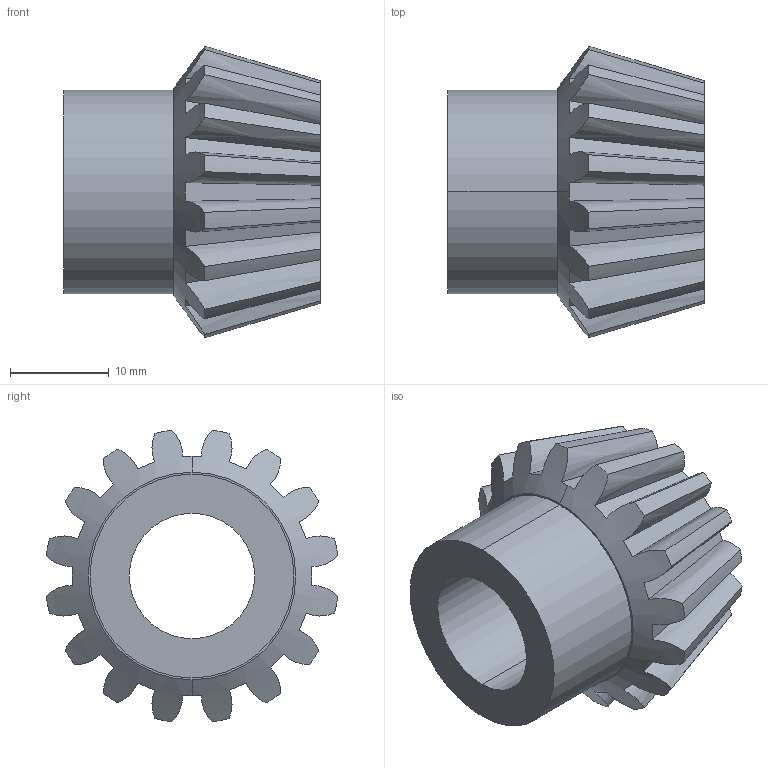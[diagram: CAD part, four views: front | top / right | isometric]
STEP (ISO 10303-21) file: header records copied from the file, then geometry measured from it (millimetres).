
FILE_DESCRIPTION (( 'STEP AP203' ), '1' );
FILE_NAME ('2515N18.STEP', '2018-11-02T20:05:31', ( '' ), ( '' ), 'SwSTEP 2.0', 'SolidWorks 2014', '' );
FILE_SCHEMA (( 'CONFIG_CONTROL_DESIGN' ));
Length unit declared in the file: inch
Products named in the file (1): 2515N18
Bounding box: 25.95 x 29.52 x 29.52 mm (x, y, z)
Volume: 7091.7 mm3; surface area: 4357.2 mm2
Topology: 1 solids, 1 shells, 73 faces, 210 edges, 140 vertices
Faces by surface type: bspline 32, plane 19, cone 18, cylinder 4
Entity records: 3127 total; most frequent: CARTESIAN_POINT 1342, ORIENTED_EDGE 420, DIRECTION 254, EDGE_CURVE 210, VERTEX_POINT 140, LINE 86, VECTOR 86, AXIS2_PLACEMENT_3D 84
